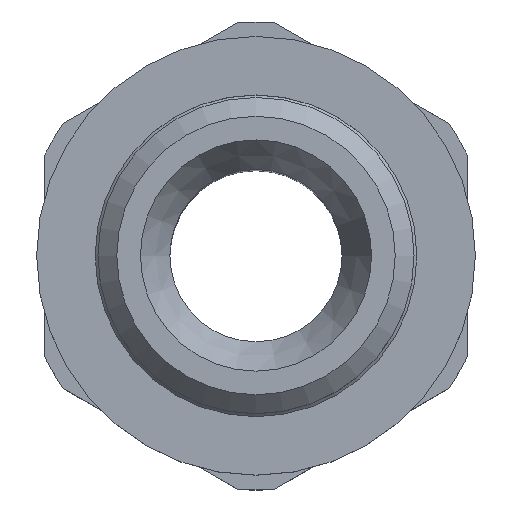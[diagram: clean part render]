
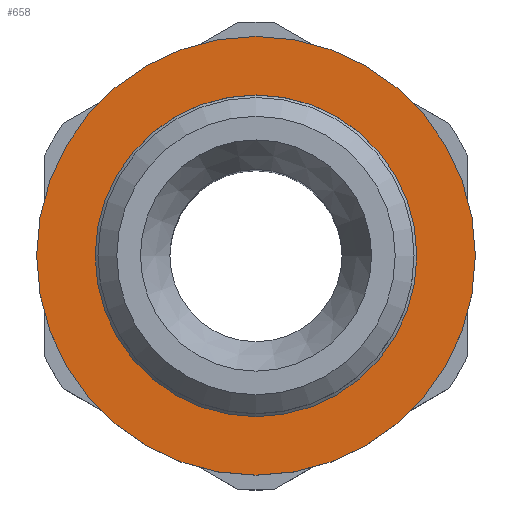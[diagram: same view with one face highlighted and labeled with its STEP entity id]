
A CAD part, top view. The second image highlights one B-rep face of the part: STEP entity #658.
In plain terms, the highlighted planar face has unit normal (0, 0, 1).
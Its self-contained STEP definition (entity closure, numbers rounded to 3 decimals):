
#218=ORIENTED_EDGE('',*,*,#349,.T.);
#219=ORIENTED_EDGE('',*,*,#350,.F.);
#349=EDGE_CURVE('',#408,#408,#455,.T.);
#350=EDGE_CURVE('',#409,#409,#456,.T.);
#408=VERTEX_POINT('',#1190);
#409=VERTEX_POINT('',#1193);
#455=CIRCLE('',#756,4.95);
#456=CIRCLE('',#758,6.75);
#509=EDGE_LOOP('',(#218));
#510=EDGE_LOOP('',(#219));
#581=FACE_BOUND('',#509,.T.);
#582=FACE_BOUND('',#510,.T.);
#618=PLANE('',#757);
#658=ADVANCED_FACE('',(#581,#582),#618,.T.);
#756=AXIS2_PLACEMENT_3D('',#1189,#945,#946);
#757=AXIS2_PLACEMENT_3D('',#1191,#947,#948);
#758=AXIS2_PLACEMENT_3D('',#1192,#949,#950);
#945=DIRECTION('',(0.,0.,-1.));
#946=DIRECTION('',(-1.,0.,0.));
#947=DIRECTION('',(0.,0.,1.));
#948=DIRECTION('',(1.,0.,0.));
#949=DIRECTION('',(0.,0.,-1.));
#950=DIRECTION('',(-1.,0.,0.));
#1189=CARTESIAN_POINT('',(0.,0.,-4.9));
#1190=CARTESIAN_POINT('',(-4.95,0.,-4.9));
#1191=CARTESIAN_POINT('',(0.,6.75,-4.9));
#1192=CARTESIAN_POINT('',(0.,0.,-4.9));
#1193=CARTESIAN_POINT('',(-6.75,0.,-4.9));
